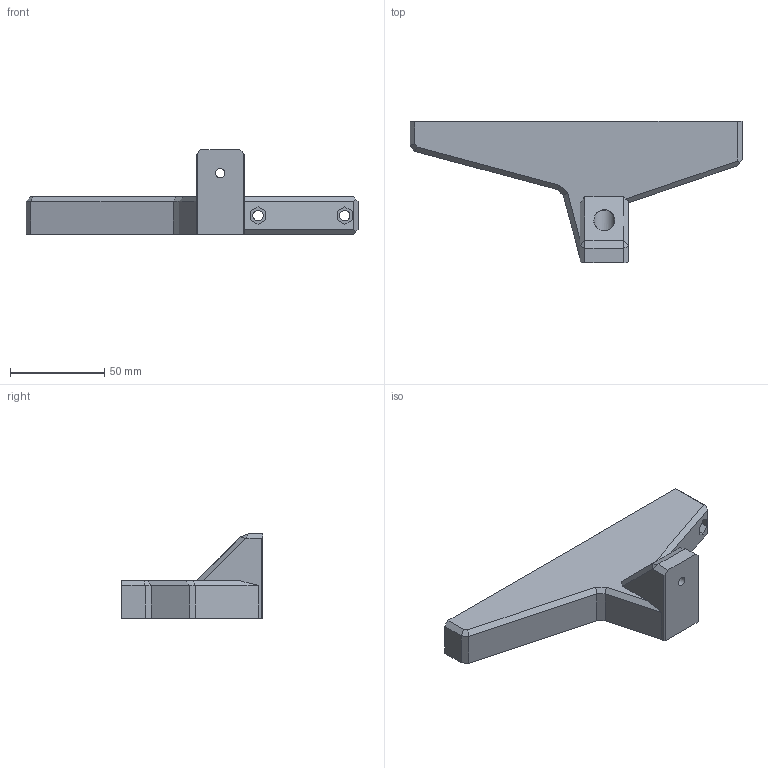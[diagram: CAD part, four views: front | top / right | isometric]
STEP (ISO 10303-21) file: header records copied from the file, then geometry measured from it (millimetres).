
FILE_DESCRIPTION(/* description */ (''),/* implementation_level */ '2;1');
FILE_NAME(/* name */ 'Base mount LEFT.step',/* time_stamp */ '2024-11-17T18:33:04+01:00',/* author */ (''),/* organization */ (''),/* preprocessor_version */ 'ST-DEVELOPER v20',/* originating_system */ 'Autodesk Translation Framework v13.20.0.188',/* authorisation */ '');
FILE_SCHEMA (('AUTOMOTIVE_DESIGN { 1 0 10303 214 3 1 1 }'));
Length unit declared in the file: millimetre
Products named in the file (1): Body201(Mirror) (1)
Bounding box: 176.11 x 75 x 45 mm (x, y, z)
Volume: 138627.5 mm3; surface area: 26573.7 mm2
Topology: 1 solids, 1 shells, 255 faces, 717 edges, 472 vertices
Faces by surface type: cylinder 176, plane 66, bspline 9, cone 4
Full cylindrical faces by diameter (mm): 3.332 x40, 4.109 x12, 4.11 x4, 5 x1, 5.5 x2, 11 x1
Entity records: 18233 total; most frequent: CARTESIAN_POINT 12317, ORIENTED_EDGE 1434, DIRECTION 883, EDGE_CURVE 717, VERTEX_POINT 472, B_SPLINE_CURVE_WITH_KNOTS 363, LINE 319, VECTOR 319
